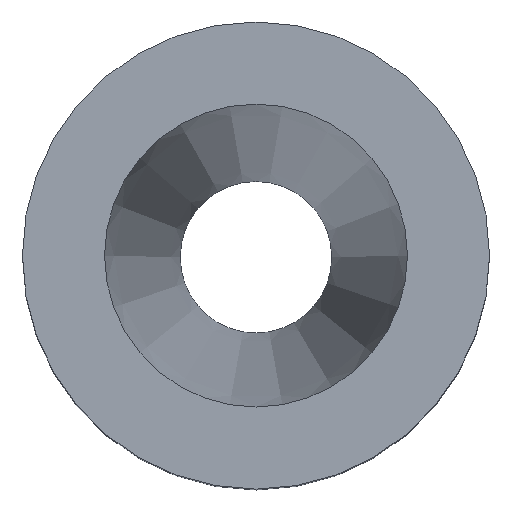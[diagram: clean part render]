
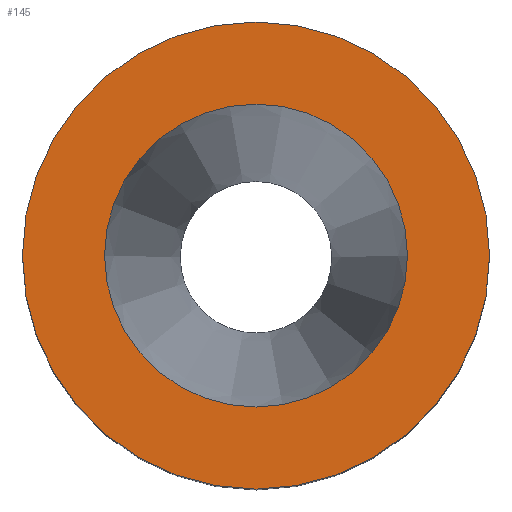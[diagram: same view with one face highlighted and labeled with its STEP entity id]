
A CAD part, top view. The second image highlights one B-rep face of the part: STEP entity #145.
In plain terms, the highlighted planar face has unit normal (0, 0, 1).
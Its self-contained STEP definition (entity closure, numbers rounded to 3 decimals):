
#15=FACE_BOUND('',#46,.T.);
#16=PLANE('',#181);
#37=FACE_OUTER_BOUND('',#45,.T.);
#45=EDGE_LOOP('',(#134));
#46=EDGE_LOOP('',(#135));
#58=CIRCLE('',#174,3.47);
#62=CIRCLE('',#180,2.25);
#72=VERTEX_POINT('',#284);
#75=VERTEX_POINT('',#322);
#89=EDGE_CURVE('',#72,#72,#58,.T.);
#95=EDGE_CURVE('',#75,#75,#62,.T.);
#134=ORIENTED_EDGE('',*,*,#89,.T.);
#135=ORIENTED_EDGE('',*,*,#95,.T.);
#145=ADVANCED_FACE('',(#37,#15),#16,.T.);
#174=AXIS2_PLACEMENT_3D('',#286,#214,#215);
#180=AXIS2_PLACEMENT_3D('',#324,#228,#229);
#181=AXIS2_PLACEMENT_3D('',#325,#230,#231);
#214=DIRECTION('center_axis',(0.,0.,1.));
#215=DIRECTION('ref_axis',(-1.,0.,0.));
#228=DIRECTION('center_axis',(0.,0.,-1.));
#229=DIRECTION('ref_axis',(1.,0.,0.));
#230=DIRECTION('center_axis',(0.,0.,1.));
#231=DIRECTION('ref_axis',(1.,0.,0.));
#284=CARTESIAN_POINT('',(3.47,0.,8.));
#286=CARTESIAN_POINT('Origin',(0.,0.,8.));
#322=CARTESIAN_POINT('',(-2.25,0.,8.));
#324=CARTESIAN_POINT('Origin',(0.,0.,8.));
#325=CARTESIAN_POINT('Origin',(0.,0.,8.));
